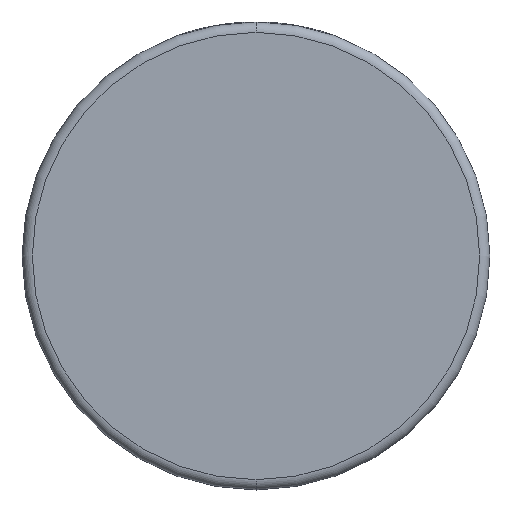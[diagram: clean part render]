
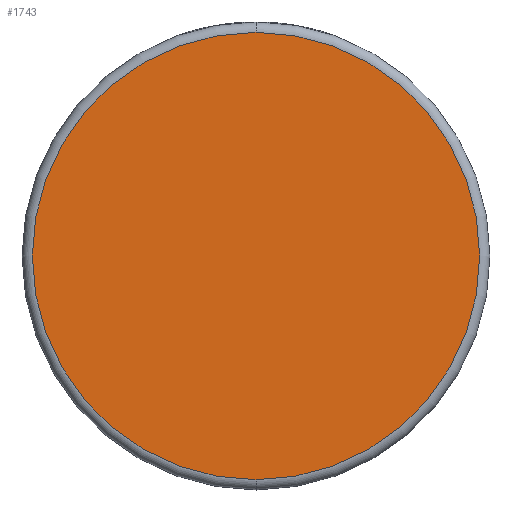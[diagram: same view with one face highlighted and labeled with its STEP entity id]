
A CAD part, front view. The second image highlights one B-rep face of the part: STEP entity #1743.
In plain terms, the highlighted planar face has unit normal (0, -1, 0).
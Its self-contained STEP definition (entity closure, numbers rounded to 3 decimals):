
#106 = AXIS2_PLACEMENT_3D ( 'NONE', #2263, #704, #1661 ) ;
#125 = DIRECTION ( 'NONE',  ( 0., 0., 1. ) ) ;
#235 = DIRECTION ( 'NONE',  ( 0., 1., 0. ) ) ;
#632 = ORIENTED_EDGE ( 'NONE', *, *, #3094, .T. ) ;
#655 = AXIS2_PLACEMENT_3D ( 'NONE', #3719, #4041, #125 ) ;
#704 = DIRECTION ( 'NONE',  ( 0., -1., 0. ) ) ;
#829 = EDGE_LOOP ( 'NONE', ( #632, #2305 ) ) ;
#947 = DIRECTION ( 'NONE',  ( 0., 0., 1. ) ) ;
#1602 = CIRCLE ( 'NONE', #106, 43.5 ) ;
#1661 = DIRECTION ( 'NONE',  ( 0., 0., 1. ) ) ;
#1743 = ADVANCED_FACE ( 'NONE', ( #2301 ), #3517, .F. ) ;
#1751 = AXIS2_PLACEMENT_3D ( 'NONE', #2222, #235, #947 ) ;
#2205 = CARTESIAN_POINT ( 'NONE',  ( 0., 0., -43.5 ) ) ;
#2222 = CARTESIAN_POINT ( 'NONE',  ( 0., 0., 0. ) ) ;
#2263 = CARTESIAN_POINT ( 'NONE',  ( 0., 0., 0. ) ) ;
#2301 = FACE_OUTER_BOUND ( 'NONE', #829, .T. ) ;
#2305 = ORIENTED_EDGE ( 'NONE', *, *, #3933, .T. ) ;
#2877 = CARTESIAN_POINT ( 'NONE',  ( 0., 0., 43.5 ) ) ;
#3094 = EDGE_CURVE ( 'NONE', #3398, #3863, #1602, .T. ) ;
#3274 = CIRCLE ( 'NONE', #655, 43.5 ) ;
#3398 = VERTEX_POINT ( 'NONE', #2877 ) ;
#3517 = PLANE ( 'NONE',  #1751 ) ;
#3719 = CARTESIAN_POINT ( 'NONE',  ( 0., 0., 0. ) ) ;
#3863 = VERTEX_POINT ( 'NONE', #2205 ) ;
#3933 = EDGE_CURVE ( 'NONE', #3863, #3398, #3274, .T. ) ;
#4041 = DIRECTION ( 'NONE',  ( 0., -1., 0. ) ) ;
